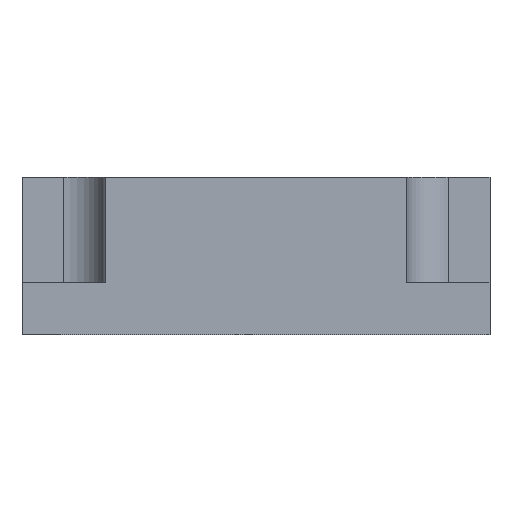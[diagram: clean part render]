
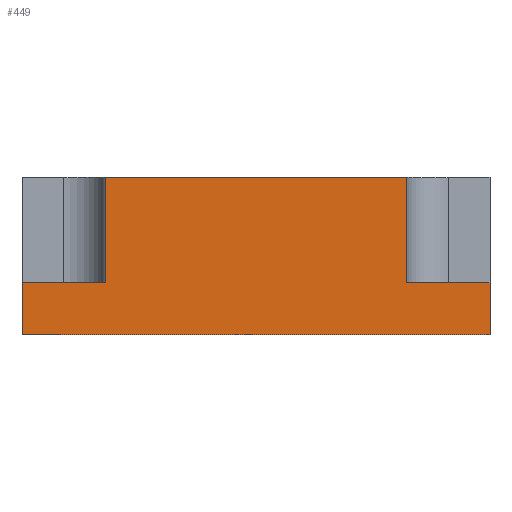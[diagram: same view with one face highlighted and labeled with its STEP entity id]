
A CAD part, front view. The second image highlights one B-rep face of the part: STEP entity #449.
In plain terms, the highlighted free-form (B-spline) face has degree [1, 1] with [2, 2] control points.
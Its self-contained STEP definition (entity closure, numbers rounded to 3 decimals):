
#186 = VERTEX_POINT('',#187);
#187 = CARTESIAN_POINT('',(8.,0.,5.));
#192 = EDGE_CURVE('',#193,#186,#195,.T.);
#193 = VERTEX_POINT('',#194);
#194 = CARTESIAN_POINT('',(8.,0.,15.15));
#195 = B_SPLINE_CURVE_WITH_KNOTS('',1,(#196,#197),.UNSPECIFIED.,.F.,.F.,
  (2,2),(-12.65,-2.5),.PIECEWISE_BEZIER_KNOTS.);
#196 = CARTESIAN_POINT('',(8.,0.,15.15));
#197 = CARTESIAN_POINT('',(8.,0.,5.));
#310 = VERTEX_POINT('',#311);
#311 = CARTESIAN_POINT('',(37.,0.,5.));
#326 = VERTEX_POINT('',#327);
#327 = CARTESIAN_POINT('',(37.,0.,15.15));
#332 = EDGE_CURVE('',#310,#326,#333,.T.);
#333 = B_SPLINE_CURVE_WITH_KNOTS('',1,(#334,#335),.UNSPECIFIED.,.F.,.F.,
  (2,2),(2.5,12.65),.PIECEWISE_BEZIER_KNOTS.);
#334 = CARTESIAN_POINT('',(37.,0.,5.));
#335 = CARTESIAN_POINT('',(37.,0.,15.15));
#449 = ADVANCED_FACE('',(#450),#492,.T.);
#450 = FACE_BOUND('',#451,.T.);
#451 = EDGE_LOOP('',(#452,#453,#460,#467,#474,#481,#486,#487));
#452 = ORIENTED_EDGE('',*,*,#192,.T.);
#453 = ORIENTED_EDGE('',*,*,#454,.T.);
#454 = EDGE_CURVE('',#186,#455,#457,.T.);
#455 = VERTEX_POINT('',#456);
#456 = CARTESIAN_POINT('',(0.,0.,5.));
#457 = B_SPLINE_CURVE_WITH_KNOTS('',1,(#458,#459),.UNSPECIFIED.,.F.,.F.,
  (2,2),(-6.209,1.791),.PIECEWISE_BEZIER_KNOTS.);
#458 = CARTESIAN_POINT('',(8.,0.,5.));
#459 = CARTESIAN_POINT('',(0.,0.,5.));
#460 = ORIENTED_EDGE('',*,*,#461,.F.);
#461 = EDGE_CURVE('',#462,#455,#464,.T.);
#462 = VERTEX_POINT('',#463);
#463 = CARTESIAN_POINT('',(0.,0.,0.));
#464 = B_SPLINE_CURVE_WITH_KNOTS('',1,(#465,#466),.UNSPECIFIED.,.F.,.F.,
  (2,2),(0.,5.),.PIECEWISE_BEZIER_KNOTS.);
#465 = CARTESIAN_POINT('',(0.,0.,0.));
#466 = CARTESIAN_POINT('',(0.,0.,5.));
#467 = ORIENTED_EDGE('',*,*,#468,.F.);
#468 = EDGE_CURVE('',#469,#462,#471,.T.);
#469 = VERTEX_POINT('',#470);
#470 = CARTESIAN_POINT('',(45.,0.,0.));
#471 = B_SPLINE_CURVE_WITH_KNOTS('',1,(#472,#473),.UNSPECIFIED.,.F.,.F.,
  (2,2),(0.,45.),.PIECEWISE_BEZIER_KNOTS.);
#472 = CARTESIAN_POINT('',(45.,0.,0.));
#473 = CARTESIAN_POINT('',(0.,0.,0.));
#474 = ORIENTED_EDGE('',*,*,#475,.T.);
#475 = EDGE_CURVE('',#469,#476,#478,.T.);
#476 = VERTEX_POINT('',#477);
#477 = CARTESIAN_POINT('',(45.,0.,5.));
#478 = B_SPLINE_CURVE_WITH_KNOTS('',1,(#479,#480),.UNSPECIFIED.,.F.,.F.,
  (2,2),(0.,5.),.PIECEWISE_BEZIER_KNOTS.);
#479 = CARTESIAN_POINT('',(45.,0.,0.));
#480 = CARTESIAN_POINT('',(45.,0.,5.));
#481 = ORIENTED_EDGE('',*,*,#482,.T.);
#482 = EDGE_CURVE('',#476,#310,#483,.T.);
#483 = B_SPLINE_CURVE_WITH_KNOTS('',1,(#484,#485),.UNSPECIFIED.,.F.,.F.,
  (2,2),(-24.291,-16.291),.PIECEWISE_BEZIER_KNOTS.);
#484 = CARTESIAN_POINT('',(45.,0.,5.));
#485 = CARTESIAN_POINT('',(37.,0.,5.));
#486 = ORIENTED_EDGE('',*,*,#332,.T.);
#487 = ORIENTED_EDGE('',*,*,#488,.F.);
#488 = EDGE_CURVE('',#193,#326,#489,.T.);
#489 = B_SPLINE_CURVE_WITH_KNOTS('',1,(#490,#491),.UNSPECIFIED.,.F.,.F.,
  (2,2),(-37.,-8.),.PIECEWISE_BEZIER_KNOTS.);
#490 = CARTESIAN_POINT('',(8.,0.,15.15));
#491 = CARTESIAN_POINT('',(37.,0.,15.15));
#492 = B_SPLINE_SURFACE_WITH_KNOTS('',1,1,(
    (#493,#494)
    ,(#495,#496
  )),.UNSPECIFIED.,.F.,.F.,.F.,(2,2),(2,2),(-0.001,45.001),(-0.001,
    15.151),.PIECEWISE_BEZIER_KNOTS.);
#493 = CARTESIAN_POINT('',(-0.001,0.,
    -0.001));
#494 = CARTESIAN_POINT('',(-0.001,0.,15.151
    ));
#495 = CARTESIAN_POINT('',(45.001,0.,
    -0.001));
#496 = CARTESIAN_POINT('',(45.001,0.,15.151));
